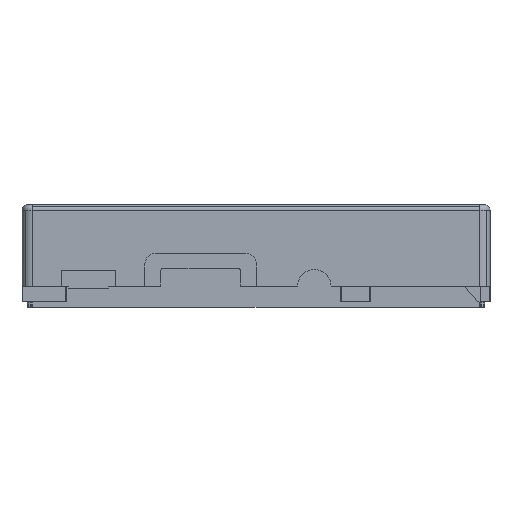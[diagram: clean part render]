
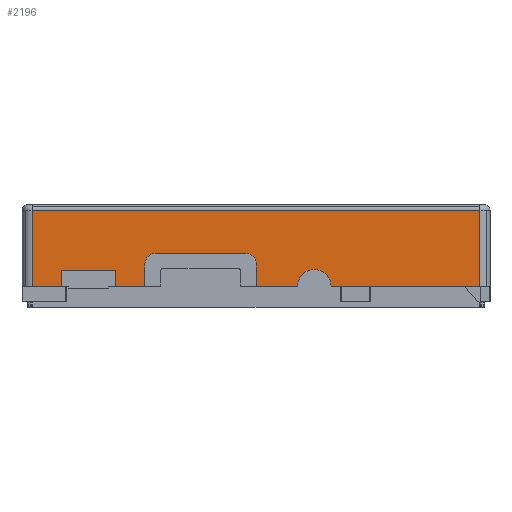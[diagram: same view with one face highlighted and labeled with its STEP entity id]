
A CAD part, front view. The second image highlights one B-rep face of the part: STEP entity #2196.
In plain terms, the highlighted planar face has unit normal (0, -1, 0).
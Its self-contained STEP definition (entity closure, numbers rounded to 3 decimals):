
#2196=ADVANCED_FACE('6:3608',(#4494),#4495,.T.);
#4494=FACE_OUTER_BOUND('',#25671,.T.);
#4495=PLANE('',#25672);
#25671=EDGE_LOOP('',(#32321,#32322,#32323,#32324,#32325,#32326,#32327,#32328,#32329,#32330,#32331,#32332,#32333,#32334,#32335,#32336,#32337,#32338));
#25672=AXIS2_PLACEMENT_3D('',#32339,#32340,#32341);
#32321=ORIENTED_EDGE('',*,*,#35670,.F.);
#32322=ORIENTED_EDGE('',*,*,#35375,.T.);
#32323=ORIENTED_EDGE('',*,*,#35478,.F.);
#32324=ORIENTED_EDGE('',*,*,#35484,.F.);
#32325=ORIENTED_EDGE('',*,*,#35487,.F.);
#32326=ORIENTED_EDGE('',*,*,#35360,.T.);
#32327=ORIENTED_EDGE('',*,*,#35489,.F.);
#32328=ORIENTED_EDGE('',*,*,#33401,.F.);
#32329=ORIENTED_EDGE('',*,*,#35494,.F.);
#32330=ORIENTED_EDGE('',*,*,#35497,.F.);
#32331=ORIENTED_EDGE('',*,*,#33396,.F.);
#32332=ORIENTED_EDGE('',*,*,#35501,.F.);
#32333=ORIENTED_EDGE('',*,*,#35504,.F.);
#32334=ORIENTED_EDGE('',*,*,#35339,.T.);
#32335=ORIENTED_EDGE('',*,*,#35336,.F.);
#32336=ORIENTED_EDGE('',*,*,#35320,.T.);
#32337=ORIENTED_EDGE('',*,*,#33311,.F.);
#32338=ORIENTED_EDGE('',*,*,#35671,.F.);
#32339=CARTESIAN_POINT('',(0.,-29.88,1.6));
#32340=DIRECTION('',(0.0,-1.0,0.0));
#32341=DIRECTION('',(1.0,0.0,0.0));
#33311=EDGE_CURVE('6:8075',#36398,#36400,#36401,.T.);
#33396=EDGE_CURVE('',#36540,#36543,#36544,.T.);
#33401=EDGE_CURVE('',#36549,#36552,#36553,.T.);
#35320=EDGE_CURVE('6:7598',#39409,#36400,#39410,.T.);
#35336=EDGE_CURVE('6:7640',#39409,#39428,#39429,.T.);
#35339=EDGE_CURVE('6:7646',#39432,#39428,#39433,.F.);
#35360=EDGE_CURVE('6:7697',#39462,#39460,#39463,.F.);
#35375=EDGE_CURVE('6:7733',#39484,#39482,#39485,.T.);
#35478=EDGE_CURVE('6:7949',#39607,#39482,#39608,.T.);
#35484=EDGE_CURVE('6:7964',#39615,#39607,#39617,.T.);
#35487=EDGE_CURVE('6:7970',#39462,#39615,#39620,.T.);
#35489=EDGE_CURVE('6:7976',#36552,#39460,#39622,.F.);
#35494=EDGE_CURVE('6:7988',#39627,#36549,#39629,.T.);
#35497=EDGE_CURVE('6:7997',#36543,#39627,#39632,.F.);
#35501=EDGE_CURVE('6:8006',#39636,#36540,#39638,.T.);
#35504=EDGE_CURVE('6:8012',#39432,#39636,#39641,.T.);
#35670=EDGE_CURVE('6:8327',#39484,#39830,#39831,.T.);
#35671=EDGE_CURVE('6:8330',#39830,#36398,#39832,.T.);
#36398=VERTEX_POINT('',#41513);
#36400=VERTEX_POINT('',#41515);
#36401=LINE('',#41516,#41517);
#36540=VERTEX_POINT('',#41802);
#36543=VERTEX_POINT('',#41806);
#36544=CIRCLE('',#41807,2.0);
#36549=VERTEX_POINT('',#41813);
#36552=VERTEX_POINT('',#41817);
#36553=CIRCLE('',#41818,2.0);
#39409=VERTEX_POINT('',#46363);
#39410=LINE('',#46364,#46365);
#39428=VERTEX_POINT('',#46393);
#39429=CIRCLE('',#46394,3.2);
#39432=VERTEX_POINT('',#46398);
#39433=LINE('',#46399,#46400);
#39460=VERTEX_POINT('',#46438);
#39462=VERTEX_POINT('',#46441);
#39463=LINE('',#46442,#46443);
#39482=VERTEX_POINT('',#46471);
#39484=VERTEX_POINT('',#46474);
#39485=LINE('',#46475,#46476);
#39607=VERTEX_POINT('',#47227);
#39608=LINE('',#47228,#47229);
#39615=VERTEX_POINT('',#47239);
#39617=LINE('',#47242,#47243);
#39620=LINE('',#47247,#47248);
#39622=LINE('',#47250,#47251);
#39627=VERTEX_POINT('',#47257);
#39629=CIRCLE('',#47260,2.0);
#39632=LINE('',#47264,#47265);
#39636=VERTEX_POINT('',#47269);
#39638=CIRCLE('',#47272,2.0);
#39641=LINE('',#47276,#47277);
#39830=VERTEX_POINT('',#47514);
#39831=LINE('',#47515,#47516);
#39832=LINE('',#47517,#47518);
#41513=CARTESIAN_POINT('',(42.58,-29.88,19.1));
#41515=CARTESIAN_POINT('',(42.58,-29.88,4.6));
#41516=CARTESIAN_POINT('',(42.58,-29.88,1.6));
#41517=VECTOR('',#48197,1.0);
#41802=CARTESIAN_POINT('',(-0.544,-29.88,10.244));
#41806=CARTESIAN_POINT('',(-1.958,-29.88,10.83));
#41807=AXIS2_PLACEMENT_3D('',#48297,#48298,#48299);
#41813=CARTESIAN_POINT('',(-20.572,-29.88,10.244));
#41817=CARTESIAN_POINT('',(-21.158,-29.88,8.83));
#41818=AXIS2_PLACEMENT_3D('',#48305,#48306,#48307);
#46363=CARTESIAN_POINT('',(14.303,-29.88,4.6));
#46364=CARTESIAN_POINT('',(0.01,-29.88,4.6));
#46365=VECTOR('',#50614,1.0);
#46393=CARTESIAN_POINT('',(7.903,-29.88,4.6));
#46394=AXIS2_PLACEMENT_3D('',#50635,#50636,#50637);
#46398=CARTESIAN_POINT('',(0.042,-29.88,4.6));
#46399=CARTESIAN_POINT('',(0.01,-29.88,4.6));
#46400=VECTOR('',#50639,1.0);
#46438=CARTESIAN_POINT('',(-21.158,-29.88,4.6));
#46441=CARTESIAN_POINT('',(-26.752,-29.88,4.6));
#46442=CARTESIAN_POINT('',(0.01,-29.88,4.6));
#46443=VECTOR('',#50658,1.0);
#46471=CARTESIAN_POINT('',(-37.052,-29.88,4.6));
#46474=CARTESIAN_POINT('',(-42.58,-29.88,4.6));
#46475=CARTESIAN_POINT('',(0.01,-29.88,4.6));
#46476=VECTOR('',#50669,1.0);
#47227=CARTESIAN_POINT('',(-37.052,-29.88,7.65));
#47228=CARTESIAN_POINT('',(-37.052,-29.88,3.159));
#47229=VECTOR('',#50761,1.0);
#47239=CARTESIAN_POINT('',(-26.752,-29.88,7.65));
#47242=CARTESIAN_POINT('',(-15.951,-29.88,7.65));
#47243=VECTOR('',#50766,1.0);
#47247=CARTESIAN_POINT('',(-26.752,-29.88,3.159));
#47248=VECTOR('',#50768,1.0);
#47250=CARTESIAN_POINT('',(-21.158,-29.88,3.252));
#47251=VECTOR('',#50769,1.0);
#47257=CARTESIAN_POINT('',(-19.158,-29.88,10.83));
#47260=AXIS2_PLACEMENT_3D('',#50775,#50776,#50777);
#47264=CARTESIAN_POINT('',(-5.3,-29.88,10.83));
#47265=VECTOR('',#50779,1.0);
#47269=CARTESIAN_POINT('',(0.042,-29.88,8.83));
#47272=AXIS2_PLACEMENT_3D('',#50784,#50785,#50786);
#47276=CARTESIAN_POINT('',(0.042,-29.88,3.252));
#47277=VECTOR('',#50788,1.0);
#47514=CARTESIAN_POINT('',(-42.58,-29.88,19.1));
#47515=CARTESIAN_POINT('',(-42.58,-29.88,1.6));
#47516=VECTOR('',#50945,1.0);
#47517=CARTESIAN_POINT('',(-12.833,-29.88,19.1));
#47518=VECTOR('',#50946,1.0);
#48197=DIRECTION('',(0.0,0.0,-1.0));
#48297=CARTESIAN_POINT('',(-1.958,-29.88,8.83));
#48298=DIRECTION('',(0.0,-1.0,0.0));
#48299=DIRECTION('',(0.707,0.0,0.707));
#48305=CARTESIAN_POINT('',(-19.158,-29.88,8.83));
#48306=DIRECTION('',(0.0,-1.0,0.0));
#48307=DIRECTION('',(-0.707,0.0,0.707));
#50614=DIRECTION('',(1.0,0.0,0.0));
#50635=CARTESIAN_POINT('',(11.103,-29.88,4.6));
#50636=DIRECTION('',(0.0,-1.0,0.0));
#50637=DIRECTION('',(1.0,0.0,0.));
#50639=DIRECTION('',(-1.0,0.0,0.0));
#50658=DIRECTION('',(-1.0,0.0,0.0));
#50669=DIRECTION('',(1.0,0.0,0.0));
#50761=DIRECTION('',(0.0,0.0,-1.0));
#50766=DIRECTION('',(-1.0,0.0,0.0));
#50768=DIRECTION('',(0.0,0.0,1.0));
#50769=DIRECTION('',(0.0,0.0,1.0));
#50775=CARTESIAN_POINT('',(-19.158,-29.88,8.83));
#50776=DIRECTION('',(0.0,-1.0,0.0));
#50777=DIRECTION('',(-0.707,0.0,0.707));
#50779=DIRECTION('',(1.0,0.0,0.0));
#50784=CARTESIAN_POINT('',(-1.958,-29.88,8.83));
#50785=DIRECTION('',(0.0,-1.0,0.0));
#50786=DIRECTION('',(0.707,0.0,0.707));
#50788=DIRECTION('',(0.,0.0,1.0));
#50945=DIRECTION('',(0.0,0.0,1.0));
#50946=DIRECTION('',(1.0,0.0,0.0));
